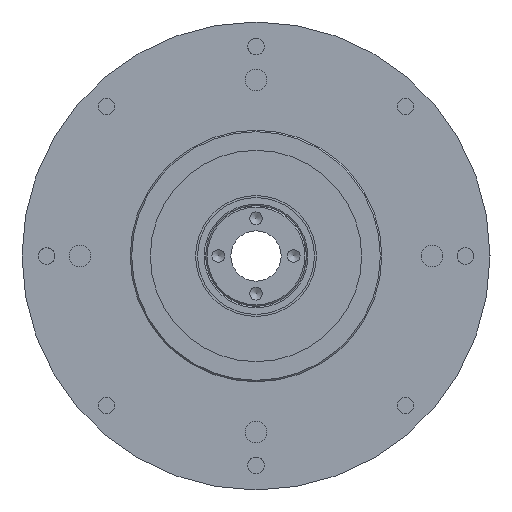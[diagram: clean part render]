
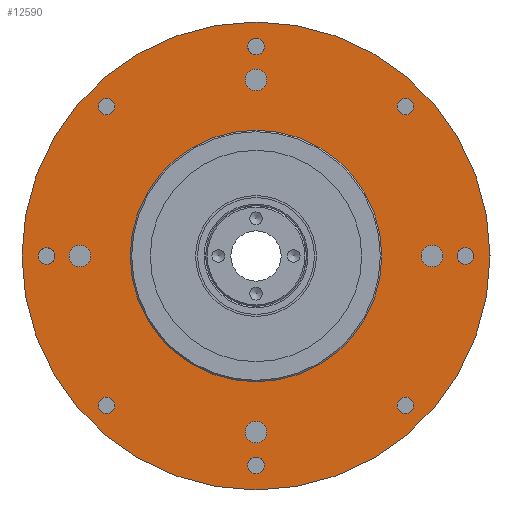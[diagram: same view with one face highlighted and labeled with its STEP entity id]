
A CAD part, front view. The second image highlights one B-rep face of the part: STEP entity #12590.
In plain terms, the highlighted planar face has unit normal (0, -1, 0).
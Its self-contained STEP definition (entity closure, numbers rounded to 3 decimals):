
#107 = DIRECTION ( 'NONE',  ( 0., 0., -1. ) ) ;
#122 = EDGE_CURVE ( 'NONE', #7102, #7102, #1388, .T. ) ;
#422 = DIRECTION ( 'NONE',  ( 0., -1., 0. ) ) ;
#455 = CIRCLE ( 'NONE', #11656, 2.15 ) ;
#460 = VERTEX_POINT ( 'NONE', #5289 ) ;
#529 = CIRCLE ( 'NONE', #1129, 1.65 ) ;
#547 = CARTESIAN_POINT ( 'NONE',  ( 25., -9., 0. ) ) ;
#621 = CARTESIAN_POINT ( 'NONE',  ( 0., -9., -35. ) ) ;
#643 = VERTEX_POINT ( 'NONE', #9558 ) ;
#659 = DIRECTION ( 'NONE',  ( 0., 0., -1. ) ) ;
#780 = AXIS2_PLACEMENT_3D ( 'NONE', #3016, #9136, #7068 ) ;
#800 = ORIENTED_EDGE ( 'NONE', *, *, #6243, .F. ) ;
#840 = EDGE_CURVE ( 'NONE', #849, #849, #5024, .T. ) ;
#849 = VERTEX_POINT ( 'NONE', #3138 ) ;
#866 = CARTESIAN_POINT ( 'NONE',  ( -35., -9., 0. ) ) ;
#1037 = FACE_BOUND ( 'NONE', #9103, .T. ) ;
#1129 = AXIS2_PLACEMENT_3D ( 'NONE', #2232, #5449, #11603 ) ;
#1149 = VERTEX_POINT ( 'NONE', #3440 ) ;
#1173 = FACE_BOUND ( 'NONE', #4352, .T. ) ;
#1184 = AXIS2_PLACEMENT_3D ( 'NONE', #621, #1697, #2658 ) ;
#1264 = CARTESIAN_POINT ( 'NONE',  ( -29.698, -9., 28.048 ) ) ;
#1312 = FACE_BOUND ( 'NONE', #9267, .T. ) ;
#1388 = CIRCLE ( 'NONE', #1447, 1.65 ) ;
#1396 = CARTESIAN_POINT ( 'NONE',  ( 0., -9., 35. ) ) ;
#1447 = AXIS2_PLACEMENT_3D ( 'NONE', #3537, #8716, #2678 ) ;
#1458 = PLANE ( 'NONE',  #12466 ) ;
#1697 = DIRECTION ( 'NONE',  ( 0., -1., 0. ) ) ;
#1709 = DIRECTION ( 'NONE',  ( 0., -1., 0. ) ) ;
#1754 = CARTESIAN_POINT ( 'NONE',  ( -29.698, -9., 29.698 ) ) ;
#1755 = CIRCLE ( 'NONE', #11502, 1.65 ) ;
#1960 = FACE_BOUND ( 'NONE', #10452, .T. ) ;
#2113 = CARTESIAN_POINT ( 'NONE',  ( 0., -9., -41.6 ) ) ;
#2131 = CARTESIAN_POINT ( 'NONE',  ( -41.6, -9., -1.65 ) ) ;
#2220 = EDGE_LOOP ( 'NONE', ( #800 ) ) ;
#2232 = CARTESIAN_POINT ( 'NONE',  ( 29.698, -9., 29.698 ) ) ;
#2331 = EDGE_CURVE ( 'NONE', #10751, #10751, #11625, .T. ) ;
#2449 = EDGE_LOOP ( 'NONE', ( #8826 ) ) ;
#2451 = DIRECTION ( 'NONE',  ( 0., -1., 0. ) ) ;
#2476 = ORIENTED_EDGE ( 'NONE', *, *, #7219, .F. ) ;
#2558 = CARTESIAN_POINT ( 'NONE',  ( -29.698, -9., -29.698 ) ) ;
#2641 = DIRECTION ( 'NONE',  ( 0., -1., 0. ) ) ;
#2658 = DIRECTION ( 'NONE',  ( 0., 0., -1. ) ) ;
#2678 = DIRECTION ( 'NONE',  ( 0., 0., -1. ) ) ;
#2688 = CARTESIAN_POINT ( 'NONE',  ( 41.6, -9., 0. ) ) ;
#2714 = AXIS2_PLACEMENT_3D ( 'NONE', #8779, #4769, #5784 ) ;
#2722 = FACE_BOUND ( 'NONE', #7172, .T. ) ;
#2808 = EDGE_CURVE ( 'NONE', #6637, #6637, #5099, .T. ) ;
#2856 = EDGE_LOOP ( 'NONE', ( #5359 ) ) ;
#2892 = FACE_BOUND ( 'NONE', #6520, .T. ) ;
#3016 = CARTESIAN_POINT ( 'NONE',  ( 0., -9., 41.6 ) ) ;
#3067 = ORIENTED_EDGE ( 'NONE', *, *, #122, .F. ) ;
#3138 = CARTESIAN_POINT ( 'NONE',  ( 0., -9., 39.95 ) ) ;
#3149 = EDGE_LOOP ( 'NONE', ( #4826 ) ) ;
#3173 = EDGE_CURVE ( 'NONE', #10094, #10094, #12672, .T. ) ;
#3195 = ORIENTED_EDGE ( 'NONE', *, *, #3173, .F. ) ;
#3416 = VERTEX_POINT ( 'NONE', #4280 ) ;
#3440 = CARTESIAN_POINT ( 'NONE',  ( 35., -9., -2.15 ) ) ;
#3462 = VERTEX_POINT ( 'NONE', #5339 ) ;
#3537 = CARTESIAN_POINT ( 'NONE',  ( -41.6, -9., 0. ) ) ;
#3580 = ORIENTED_EDGE ( 'NONE', *, *, #840, .F. ) ;
#3722 = EDGE_CURVE ( 'NONE', #1149, #1149, #10578, .T. ) ;
#3829 = FACE_BOUND ( 'NONE', #2856, .T. ) ;
#3928 = ORIENTED_EDGE ( 'NONE', *, *, #7735, .F. ) ;
#3988 = FACE_BOUND ( 'NONE', #5649, .T. ) ;
#4000 = EDGE_CURVE ( 'NONE', #3462, #3462, #1755, .T. ) ;
#4120 = CARTESIAN_POINT ( 'NONE',  ( 0., -9., 25. ) ) ;
#4280 = CARTESIAN_POINT ( 'NONE',  ( 0., -9., -37.15 ) ) ;
#4352 = EDGE_LOOP ( 'NONE', ( #3067 ) ) ;
#4472 = EDGE_LOOP ( 'NONE', ( #3580 ) ) ;
#4513 = EDGE_CURVE ( 'NONE', #12617, #12617, #455, .T. ) ;
#4568 = EDGE_LOOP ( 'NONE', ( #3928 ) ) ;
#4686 = CARTESIAN_POINT ( 'NONE',  ( 0., -9., 0. ) ) ;
#4757 = EDGE_CURVE ( 'NONE', #8181, #8181, #7856, .T. ) ;
#4769 = DIRECTION ( 'NONE',  ( 0., -1., 0. ) ) ;
#4823 = DIRECTION ( 'NONE',  ( 0., 0., -1. ) ) ;
#4826 = ORIENTED_EDGE ( 'NONE', *, *, #4513, .F. ) ;
#4899 = CARTESIAN_POINT ( 'NONE',  ( 29.698, -9., -29.698 ) ) ;
#4963 = AXIS2_PLACEMENT_3D ( 'NONE', #2558, #422, #9600 ) ;
#5024 = CIRCLE ( 'NONE', #780, 1.65 ) ;
#5099 = CIRCLE ( 'NONE', #4963, 1.65 ) ;
#5289 = CARTESIAN_POINT ( 'NONE',  ( 29.698, -9., 28.048 ) ) ;
#5339 = CARTESIAN_POINT ( 'NONE',  ( 0., -9., -43.25 ) ) ;
#5359 = ORIENTED_EDGE ( 'NONE', *, *, #5638, .F. ) ;
#5449 = DIRECTION ( 'NONE',  ( 0., -1., 0. ) ) ;
#5638 = EDGE_CURVE ( 'NONE', #3416, #3416, #11106, .T. ) ;
#5649 = EDGE_LOOP ( 'NONE', ( #9202 ) ) ;
#5681 = CARTESIAN_POINT ( 'NONE',  ( 0., -9., 0. ) ) ;
#5784 = DIRECTION ( 'NONE',  ( 0., 0., -1. ) ) ;
#6043 = FACE_OUTER_BOUND ( 'NONE', #11294, .T. ) ;
#6141 = EDGE_CURVE ( 'NONE', #460, #460, #529, .T. ) ;
#6243 = EDGE_CURVE ( 'NONE', #9733, #9733, #9010, .T. ) ;
#6347 = CARTESIAN_POINT ( 'NONE',  ( 41.6, -9., -1.65 ) ) ;
#6520 = EDGE_LOOP ( 'NONE', ( #6819 ) ) ;
#6637 = VERTEX_POINT ( 'NONE', #11391 ) ;
#6819 = ORIENTED_EDGE ( 'NONE', *, *, #6141, .F. ) ;
#6837 = DIRECTION ( 'NONE',  ( 0., -1., 0. ) ) ;
#7068 = DIRECTION ( 'NONE',  ( 0., 0., -1. ) ) ;
#7102 = VERTEX_POINT ( 'NONE', #2131 ) ;
#7172 = EDGE_LOOP ( 'NONE', ( #11192 ) ) ;
#7219 = EDGE_CURVE ( 'NONE', #8161, #8161, #7851, .T. ) ;
#7429 = AXIS2_PLACEMENT_3D ( 'NONE', #866, #1709, #11900 ) ;
#7440 = AXIS2_PLACEMENT_3D ( 'NONE', #4899, #6837, #12865 ) ;
#7442 = CARTESIAN_POINT ( 'NONE',  ( 0., -9., 32.85 ) ) ;
#7444 = DIRECTION ( 'NONE',  ( 0., 0., -1. ) ) ;
#7561 = DIRECTION ( 'NONE',  ( 0., 0., -1. ) ) ;
#7565 = AXIS2_PLACEMENT_3D ( 'NONE', #4686, #11767, #9752 ) ;
#7589 = AXIS2_PLACEMENT_3D ( 'NONE', #5681, #10569, #8622 ) ;
#7735 = EDGE_CURVE ( 'NONE', #643, #643, #9839, .T. ) ;
#7851 = CIRCLE ( 'NONE', #7429, 2.15 ) ;
#7856 = CIRCLE ( 'NONE', #11841, 1.65 ) ;
#7943 = FACE_BOUND ( 'NONE', #4472, .T. ) ;
#8161 = VERTEX_POINT ( 'NONE', #11353 ) ;
#8181 = VERTEX_POINT ( 'NONE', #1264 ) ;
#8341 = CARTESIAN_POINT ( 'NONE',  ( 0., -9., 46.5 ) ) ;
#8478 = DIRECTION ( 'NONE',  ( 0., -1., 0. ) ) ;
#8622 = DIRECTION ( 'NONE',  ( 0., 0., 1. ) ) ;
#8716 = DIRECTION ( 'NONE',  ( 0., -1., 0. ) ) ;
#8779 = CARTESIAN_POINT ( 'NONE',  ( 35., -9., 0. ) ) ;
#8826 = ORIENTED_EDGE ( 'NONE', *, *, #4000, .F. ) ;
#9010 = CIRCLE ( 'NONE', #11231, 1.65 ) ;
#9031 = FACE_BOUND ( 'NONE', #2449, .T. ) ;
#9103 = EDGE_LOOP ( 'NONE', ( #9775 ) ) ;
#9136 = DIRECTION ( 'NONE',  ( 0., -1., 0. ) ) ;
#9202 = ORIENTED_EDGE ( 'NONE', *, *, #2808, .F. ) ;
#9231 = DIRECTION ( 'NONE',  ( 0., -1., 0. ) ) ;
#9267 = EDGE_LOOP ( 'NONE', ( #12863 ) ) ;
#9558 = CARTESIAN_POINT ( 'NONE',  ( 29.698, -9., -31.348 ) ) ;
#9600 = DIRECTION ( 'NONE',  ( 0., 0., -1. ) ) ;
#9733 = VERTEX_POINT ( 'NONE', #6347 ) ;
#9752 = DIRECTION ( 'NONE',  ( 0., 0., 1. ) ) ;
#9775 = ORIENTED_EDGE ( 'NONE', *, *, #2331, .T. ) ;
#9839 = CIRCLE ( 'NONE', #7440, 1.65 ) ;
#9879 = DIRECTION ( 'NONE',  ( 0., -1., 0. ) ) ;
#10094 = VERTEX_POINT ( 'NONE', #8341 ) ;
#10452 = EDGE_LOOP ( 'NONE', ( #2476 ) ) ;
#10569 = DIRECTION ( 'NONE',  ( 0., 1., 0. ) ) ;
#10578 = CIRCLE ( 'NONE', #2714, 2.15 ) ;
#10609 = FACE_BOUND ( 'NONE', #3149, .T. ) ;
#10751 = VERTEX_POINT ( 'NONE', #4120 ) ;
#10783 = FACE_BOUND ( 'NONE', #4568, .T. ) ;
#11106 = CIRCLE ( 'NONE', #1184, 2.15 ) ;
#11192 = ORIENTED_EDGE ( 'NONE', *, *, #4757, .F. ) ;
#11231 = AXIS2_PLACEMENT_3D ( 'NONE', #2688, #2641, #659 ) ;
#11294 = EDGE_LOOP ( 'NONE', ( #3195 ) ) ;
#11353 = CARTESIAN_POINT ( 'NONE',  ( -35., -9., -2.15 ) ) ;
#11391 = CARTESIAN_POINT ( 'NONE',  ( -29.698, -9., -31.348 ) ) ;
#11502 = AXIS2_PLACEMENT_3D ( 'NONE', #2113, #9231, #107 ) ;
#11603 = DIRECTION ( 'NONE',  ( 0., 0., -1. ) ) ;
#11625 = CIRCLE ( 'NONE', #7565, 25. ) ;
#11656 = AXIS2_PLACEMENT_3D ( 'NONE', #1396, #8478, #7444 ) ;
#11732 = FACE_BOUND ( 'NONE', #2220, .T. ) ;
#11767 = DIRECTION ( 'NONE',  ( 0., 1., 0. ) ) ;
#11841 = AXIS2_PLACEMENT_3D ( 'NONE', #1754, #9879, #4823 ) ;
#11900 = DIRECTION ( 'NONE',  ( 0., 0., -1. ) ) ;
#12466 = AXIS2_PLACEMENT_3D ( 'NONE', #547, #2451, #7561 ) ;
#12590 = ADVANCED_FACE ( 'NONE', ( #10783, #3988, #2722, #2892, #3829, #1312, #10609, #1960, #11732, #9031, #1173, #7943, #1037, #6043 ), #1458, .T. ) ;
#12617 = VERTEX_POINT ( 'NONE', #7442 ) ;
#12672 = CIRCLE ( 'NONE', #7589, 46.5 ) ;
#12863 = ORIENTED_EDGE ( 'NONE', *, *, #3722, .F. ) ;
#12865 = DIRECTION ( 'NONE',  ( 0., 0., -1. ) ) ;
